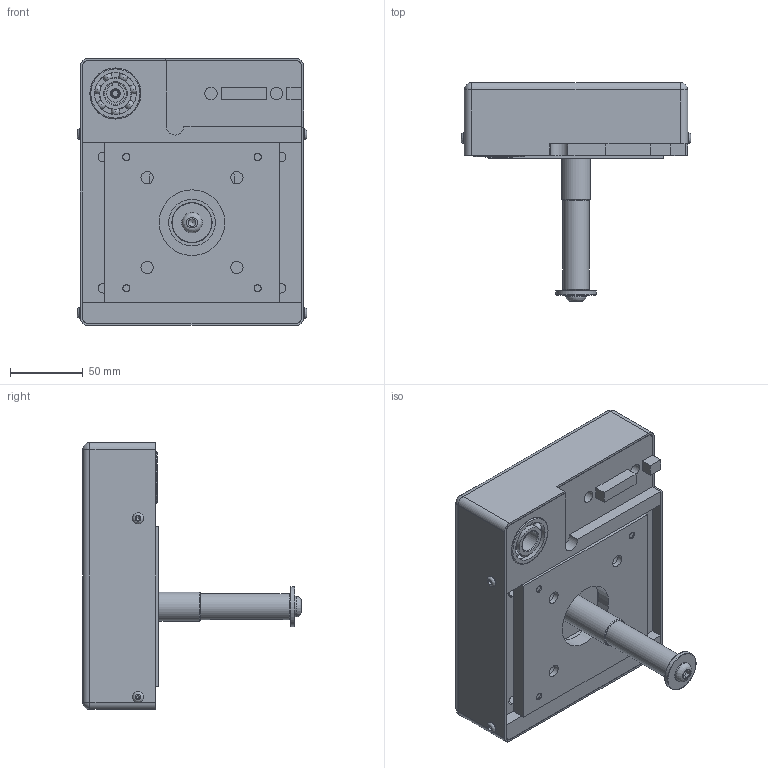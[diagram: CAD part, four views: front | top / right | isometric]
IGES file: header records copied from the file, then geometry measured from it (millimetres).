
Global section: file name: 904503PS.stp.ipt; native system: Autodesk Inventor 2014; preprocessor: unknown; author: zeman; date: 20151016.131625; units: millimetre
Bounding box: 157.4 x 149.9 x 183 mm (x, y, z)
Volume: 450638 mm3; surface area: 243826.6 mm2
Topology: 25 solids, 25 shells, 744 faces, 2047 edges, 1364 vertices
Faces by surface type: plane 334, revolution 192, cylinder 171, bspline 21, cone 15, sphere 11
Full cylindrical faces by diameter (mm): 4 x4, 5 x2, 6 x4, 7.6 x4, 8 x1, 10.5 x4, 11.4 x2, 12 x1, 12.6 x4, 14 x1, 18 x3, 20 x5, 21.4 x2, 27.5 x1, 32 x4, 35 x1
